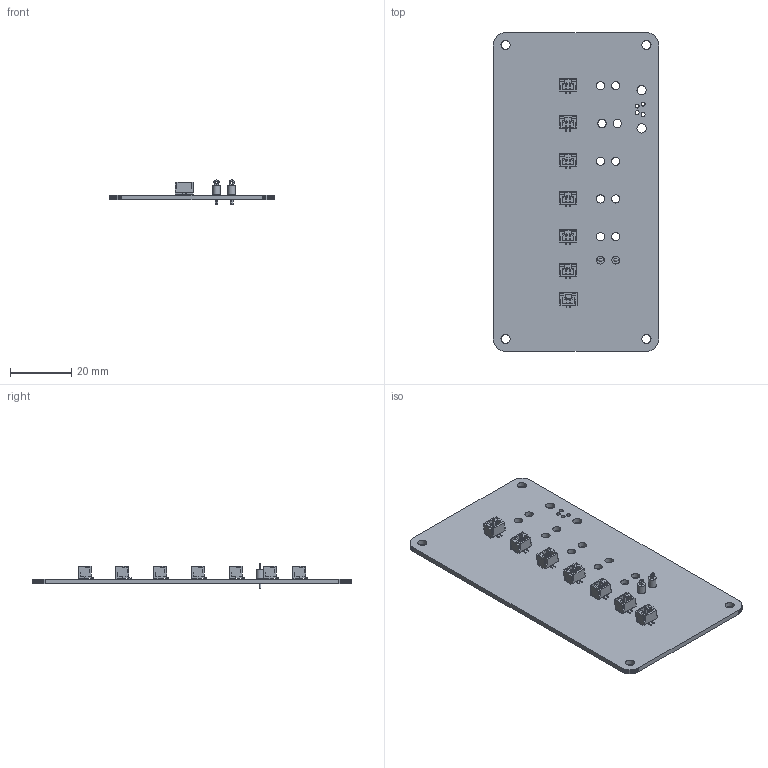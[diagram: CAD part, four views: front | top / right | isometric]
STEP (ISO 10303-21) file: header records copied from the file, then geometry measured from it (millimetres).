
FILE_DESCRIPTION(('KiCad electronic assembly'),'2;1');
FILE_NAME('Turret.step','2023-12-17T18:14:33',('Pcbnew'),('Kicad'), 'Open CASCADE STEP processor 7.6','KiCad to STEP converter','Unknown' );
FILE_SCHEMA(('AUTOMOTIVE_DESIGN { 1 0 10303 214 1 1 1 1 }'));
Length unit declared in the file: millimetre
Products named in the file (6): Turret 1; JST_GH_BM02B-GHS-TBT_1x02-1MP_P1.25mm_Vertical; SOLID; TestPoint_Loop_D1.80mm_Drill1.0mm_Beaded; COMPOUND; Turret PCB
Assembly tree (12 placements, depth 3):
  Turret 1
    JST_GH_BM02B-GHS-TBT_1x02-1MP_P1.25mm_Vertical  x7
      SOLID
    TestPoint_Loop_D1.80mm_Drill1.0mm_Beaded  x2
      COMPOUND
    Turret PCB
Bounding box: 54 x 104 x 7.87 mm (x, y, z)
Volume: 9276.9 mm3; surface area: 13330.9 mm2
Topology: 12 solids, 12 shells, 1031 faces, 2859 edges, 1894 vertices
Faces by surface type: plane 995, cylinder 30, bspline 4, torus 2
Full cylindrical faces by diameter (mm): 0.5 x4, 1 x4, 1.3 x4, 2.54 x2, 2.7 x10, 3 x6
Entity records: 17920 total; most frequent: CARTESIAN_POINT 3591, DIRECTION 2445, LINE 1843, VECTOR 1843, ORIENTED_EDGE 1304, PCURVE 1304, DEFINITIONAL_REPRESENTATION 1304, EDGE_CURVE 652
